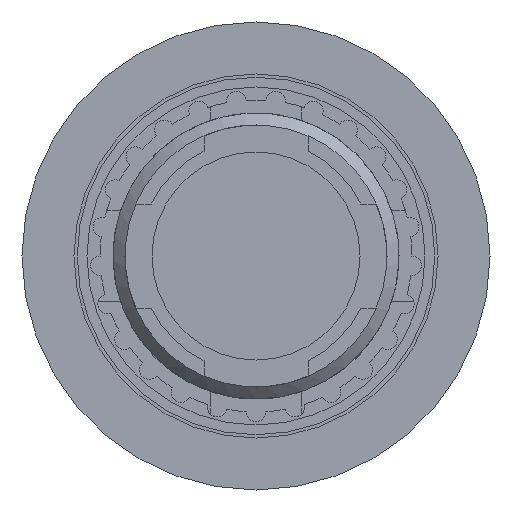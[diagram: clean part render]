
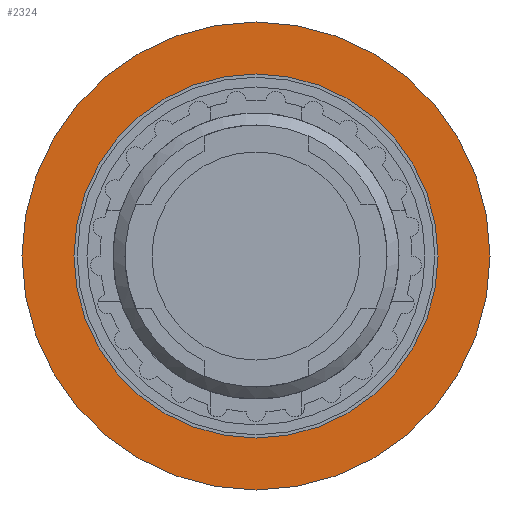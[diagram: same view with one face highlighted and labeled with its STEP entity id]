
A CAD part, front view. The second image highlights one B-rep face of the part: STEP entity #2324.
In plain terms, the highlighted planar face has unit normal (0, -1, 0).
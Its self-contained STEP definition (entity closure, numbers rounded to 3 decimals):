
#707=ORIENTED_EDGE('',*,*,#1374,.F.);
#708=ORIENTED_EDGE('',*,*,#1373,.T.);
#1373=EDGE_CURVE('',#1693,#1693,#1841,.T.);
#1374=EDGE_CURVE('',#1694,#1694,#1842,.T.);
#1693=VERTEX_POINT('',#4011);
#1694=VERTEX_POINT('',#4014);
#1841=CIRCLE('',#2583,18.);
#1842=CIRCLE('',#2585,11.);
#1962=EDGE_LOOP('',(#707));
#1963=EDGE_LOOP('',(#708));
#2114=FACE_BOUND('',#1962,.T.);
#2115=FACE_BOUND('',#1963,.T.);
#2233=PLANE('',#2584);
#2324=ADVANCED_FACE('',(#2114,#2115),#2233,.F.);
#2583=AXIS2_PLACEMENT_3D('',#4010,#3171,#3172);
#2584=AXIS2_PLACEMENT_3D('',#4012,#3173,#3174);
#2585=AXIS2_PLACEMENT_3D('',#4013,#3175,#3176);
#3171=DIRECTION('',(0.,-1.,0.));
#3172=DIRECTION('',(0.,0.,-1.));
#3173=DIRECTION('',(0.,1.,0.));
#3174=DIRECTION('',(0.,0.,1.));
#3175=DIRECTION('',(0.,-1.,0.));
#3176=DIRECTION('',(0.,0.,-1.));
#4010=CARTESIAN_POINT('',(0.,45.6,0.));
#4011=CARTESIAN_POINT('',(0.,45.6,-18.));
#4012=CARTESIAN_POINT('',(18.,45.6,0.));
#4013=CARTESIAN_POINT('',(0.,45.6,0.));
#4014=CARTESIAN_POINT('',(0.,45.6,-11.));
